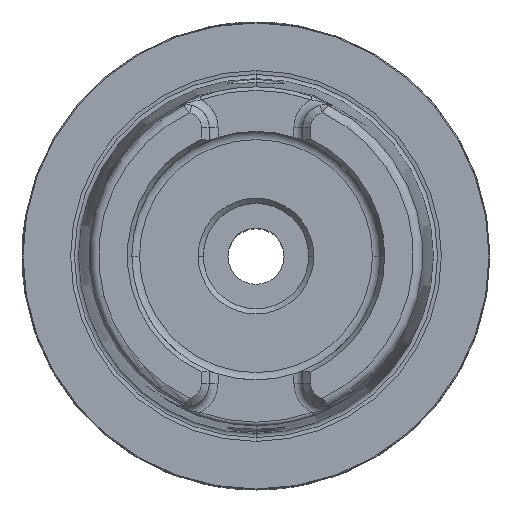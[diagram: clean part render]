
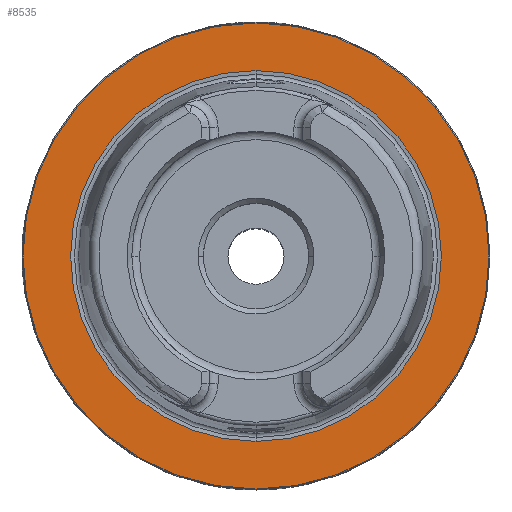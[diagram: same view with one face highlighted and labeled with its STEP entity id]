
A CAD part, top view. The second image highlights one B-rep face of the part: STEP entity #8535.
In plain terms, the highlighted planar face has unit normal (0, 0, 1).
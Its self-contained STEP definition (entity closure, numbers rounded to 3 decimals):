
#34 = DIRECTION ( 'NONE',  ( 0., 0., -1. ) ) ;
#56 = EDGE_CURVE ( 'NONE', #10085, #5655, #7803, .T. ) ;
#153 = ORIENTED_EDGE ( 'NONE', *, *, #271, .T. ) ;
#271 = EDGE_CURVE ( 'NONE', #4656, #2455, #2067, .T. ) ;
#578 = CARTESIAN_POINT ( 'NONE',  ( 0., -39.59, 0. ) ) ;
#634 = EDGE_LOOP ( 'NONE', ( #153, #4509 ) ) ;
#703 = ORIENTED_EDGE ( 'NONE', *, *, #56, .T. ) ;
#1134 = AXIS2_PLACEMENT_3D ( 'NONE', #3672, #3823, #3014 ) ;
#2067 = CIRCLE ( 'NONE', #9302, 39.59 ) ;
#2455 = VERTEX_POINT ( 'NONE', #6651 ) ;
#2577 = EDGE_CURVE ( 'NONE', #2455, #4656, #7486, .T. ) ;
#2930 = DIRECTION ( 'NONE',  ( 0., 0., 1. ) ) ;
#3014 = DIRECTION ( 'NONE',  ( 0., -1., 0. ) ) ;
#3388 = CARTESIAN_POINT ( 'NONE',  ( 0., 0., 0. ) ) ;
#3621 = AXIS2_PLACEMENT_3D ( 'NONE', #3388, #9477, #4283 ) ;
#3672 = CARTESIAN_POINT ( 'NONE',  ( 0., 0., 0. ) ) ;
#3823 = DIRECTION ( 'NONE',  ( 0., 0., 1. ) ) ;
#4283 = DIRECTION ( 'NONE',  ( 0., -1., 0. ) ) ;
#4425 = CARTESIAN_POINT ( 'NONE',  ( 0., 0., 0. ) ) ;
#4495 = AXIS2_PLACEMENT_3D ( 'NONE', #5278, #34, #6144 ) ;
#4509 = ORIENTED_EDGE ( 'NONE', *, *, #2577, .T. ) ;
#4515 = DIRECTION ( 'NONE',  ( 0., 1., 0. ) ) ;
#4656 = VERTEX_POINT ( 'NONE', #578 ) ;
#5096 = EDGE_LOOP ( 'NONE', ( #7582, #703 ) ) ;
#5278 = CARTESIAN_POINT ( 'NONE',  ( 0., 0., 0. ) ) ;
#5655 = VERTEX_POINT ( 'NONE', #6941 ) ;
#5953 = DIRECTION ( 'NONE',  ( 0., 0., -1. ) ) ;
#6144 = DIRECTION ( 'NONE',  ( 0., 1., 0. ) ) ;
#6231 = FACE_BOUND ( 'NONE', #634, .T. ) ;
#6278 = CARTESIAN_POINT ( 'NONE',  ( 0., 49.765, 0. ) ) ;
#6498 = FACE_OUTER_BOUND ( 'NONE', #5096, .T. ) ;
#6651 = CARTESIAN_POINT ( 'NONE',  ( 0., 39.59, 0. ) ) ;
#6941 = CARTESIAN_POINT ( 'NONE',  ( 0., -49.765, 0. ) ) ;
#7486 = CIRCLE ( 'NONE', #4495, 39.59 ) ;
#7582 = ORIENTED_EDGE ( 'NONE', *, *, #8760, .T. ) ;
#7803 = CIRCLE ( 'NONE', #1134, 49.765 ) ;
#8074 = PLANE ( 'NONE',  #10238 ) ;
#8147 = CARTESIAN_POINT ( 'NONE',  ( 0., 49.965, 0. ) ) ;
#8535 = ADVANCED_FACE ( 'NONE', ( #6498, #6231 ), #8074, .T. ) ;
#8760 = EDGE_CURVE ( 'NONE', #5655, #10085, #9200, .T. ) ;
#9023 = DIRECTION ( 'NONE',  ( 0., -1., 0. ) ) ;
#9200 = CIRCLE ( 'NONE', #3621, 49.765 ) ;
#9302 = AXIS2_PLACEMENT_3D ( 'NONE', #4425, #5953, #4515 ) ;
#9477 = DIRECTION ( 'NONE',  ( 0., 0., 1. ) ) ;
#10085 = VERTEX_POINT ( 'NONE', #6278 ) ;
#10238 = AXIS2_PLACEMENT_3D ( 'NONE', #8147, #2930, #9023 ) ;
